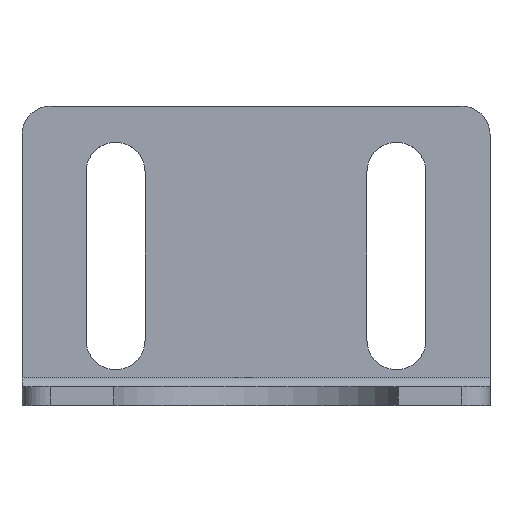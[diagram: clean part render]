
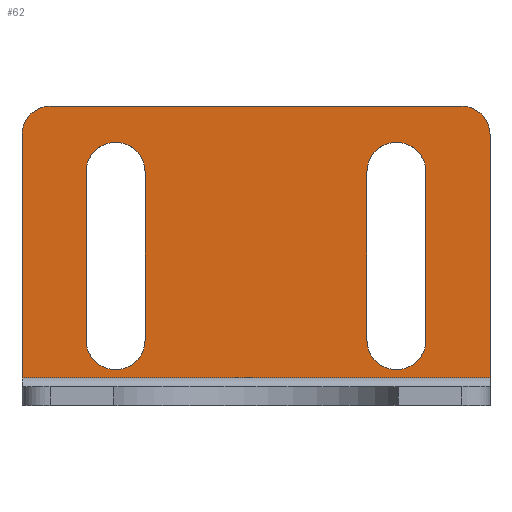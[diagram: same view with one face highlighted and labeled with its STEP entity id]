
A CAD part, top view. The second image highlights one B-rep face of the part: STEP entity #62.
In plain terms, the highlighted planar face has unit normal (0, 0, 1).
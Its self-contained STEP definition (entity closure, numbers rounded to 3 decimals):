
#62 = ADVANCED_FACE( '', ( #137, #138, #139 ), #140, .F. );
#137 = FACE_BOUND( '', #232, .T. );
#138 = FACE_BOUND( '', #233, .T. );
#139 = FACE_OUTER_BOUND( '', #234, .T. );
#140 = PLANE( '', #235 );
#232 = EDGE_LOOP( '', ( #351, #352, #353, #354 ) );
#233 = EDGE_LOOP( '', ( #355, #356, #357, #358 ) );
#234 = EDGE_LOOP( '', ( #359, #360, #361, #362, #363, #364 ) );
#235 = AXIS2_PLACEMENT_3D( '', #365, #366, #367 );
#351 = ORIENTED_EDGE( '', *, *, #562, .T. );
#352 = ORIENTED_EDGE( '', *, *, #577, .T. );
#353 = ORIENTED_EDGE( '', *, *, #572, .T. );
#354 = ORIENTED_EDGE( '', *, *, #578, .T. );
#355 = ORIENTED_EDGE( '', *, *, #579, .T. );
#356 = ORIENTED_EDGE( '', *, *, #580, .T. );
#357 = ORIENTED_EDGE( '', *, *, #581, .T. );
#358 = ORIENTED_EDGE( '', *, *, #552, .T. );
#359 = ORIENTED_EDGE( '', *, *, #582, .F. );
#360 = ORIENTED_EDGE( '', *, *, #583, .F. );
#361 = ORIENTED_EDGE( '', *, *, #568, .F. );
#362 = ORIENTED_EDGE( '', *, *, #584, .F. );
#363 = ORIENTED_EDGE( '', *, *, #585, .F. );
#364 = ORIENTED_EDGE( '', *, *, #586, .F. );
#365 = CARTESIAN_POINT( '', ( 40., 35., 2. ) );
#366 = DIRECTION( '', ( 0., 0., -1. ) );
#367 = DIRECTION( '', ( -1., 0., 0. ) );
#552 = EDGE_CURVE( '', #652, #653, #654, .T. );
#562 = EDGE_CURVE( '', #670, #671, #672, .T. );
#568 = EDGE_CURVE( '', #679, #682, #683, .T. );
#572 = EDGE_CURVE( '', #688, #689, #690, .T. );
#577 = EDGE_CURVE( '', #671, #688, #697, .T. );
#578 = EDGE_CURVE( '', #689, #670, #698, .T. );
#579 = EDGE_CURVE( '', #653, #699, #700, .T. );
#580 = EDGE_CURVE( '', #699, #701, #702, .T. );
#581 = EDGE_CURVE( '', #701, #652, #703, .T. );
#582 = EDGE_CURVE( '', #704, #705, #706, .T. );
#583 = EDGE_CURVE( '', #682, #704, #707, .T. );
#584 = EDGE_CURVE( '', #708, #679, #709, .T. );
#585 = EDGE_CURVE( '', #710, #708, #711, .T. );
#586 = EDGE_CURVE( '', #705, #710, #712, .T. );
#652 = VERTEX_POINT( '', #798 );
#653 = VERTEX_POINT( '', #799 );
#654 = CIRCLE( '', #800, 3.15 );
#670 = VERTEX_POINT( '', #820 );
#671 = VERTEX_POINT( '', #821 );
#672 = LINE( '', #822, #823 );
#679 = VERTEX_POINT( '', #833 );
#682 = VERTEX_POINT( '', #837 );
#683 = CIRCLE( '', #838, 3. );
#688 = VERTEX_POINT( '', #844 );
#689 = VERTEX_POINT( '', #845 );
#690 = LINE( '', #846, #847 );
#697 = CIRCLE( '', #857, 3.15 );
#698 = CIRCLE( '', #858, 3.15 );
#699 = VERTEX_POINT( '', #859 );
#700 = LINE( '', #860, #861 );
#701 = VERTEX_POINT( '', #862 );
#702 = CIRCLE( '', #863, 3.15 );
#703 = LINE( '', #864, #865 );
#704 = VERTEX_POINT( '', #866 );
#705 = VERTEX_POINT( '', #867 );
#706 = LINE( '', #868, #869 );
#707 = LINE( '', #870, #871 );
#708 = VERTEX_POINT( '', #872 );
#709 = LINE( '', #873, #874 );
#710 = VERTEX_POINT( '', #875 );
#711 = CIRCLE( '', #876, 3. );
#712 = LINE( '', #877, #878 );
#798 = CARTESIAN_POINT( '', ( -11.85, 7., 2. ) );
#799 = CARTESIAN_POINT( '', ( -18.15, 7., 2. ) );
#800 = AXIS2_PLACEMENT_3D( '', #982, #983, #984 );
#820 = CARTESIAN_POINT( '', ( 11.85, 7., 2. ) );
#821 = CARTESIAN_POINT( '', ( 11.85, 25., 2. ) );
#822 = CARTESIAN_POINT( '', ( 11.85, 25., 2. ) );
#823 = VECTOR( '', #998, 1000. );
#833 = CARTESIAN_POINT( '', ( 22., 32., 2. ) );
#837 = CARTESIAN_POINT( '', ( 25., 29., 2. ) );
#838 = AXIS2_PLACEMENT_3D( '', #1003, #1004, #1005 );
#844 = CARTESIAN_POINT( '', ( 18.15, 25., 2. ) );
#845 = CARTESIAN_POINT( '', ( 18.15, 7., 2. ) );
#846 = CARTESIAN_POINT( '', ( 18.15, 7., 2. ) );
#847 = VECTOR( '', #1010, 1000. );
#857 = AXIS2_PLACEMENT_3D( '', #1014, #1015, #1016 );
#858 = AXIS2_PLACEMENT_3D( '', #1017, #1018, #1019 );
#859 = CARTESIAN_POINT( '', ( -18.15, 25., 2. ) );
#860 = CARTESIAN_POINT( '', ( -18.15, 25., 2. ) );
#861 = VECTOR( '', #1020, 1000. );
#862 = CARTESIAN_POINT( '', ( -11.85, 25., 2. ) );
#863 = AXIS2_PLACEMENT_3D( '', #1021, #1022, #1023 );
#864 = CARTESIAN_POINT( '', ( -11.85, 7., 2. ) );
#865 = VECTOR( '', #1024, 1000. );
#866 = CARTESIAN_POINT( '', ( 25., 3., 2. ) );
#867 = CARTESIAN_POINT( '', ( -25., 3., 2. ) );
#868 = CARTESIAN_POINT( '', ( 40., 3., 2. ) );
#869 = VECTOR( '', #1025, 1000. );
#870 = CARTESIAN_POINT( '', ( 25., 0., 2. ) );
#871 = VECTOR( '', #1026, 1000. );
#872 = CARTESIAN_POINT( '', ( -22., 32., 2. ) );
#873 = CARTESIAN_POINT( '', ( 22., 32., 2. ) );
#874 = VECTOR( '', #1027, 1000. );
#875 = CARTESIAN_POINT( '', ( -25., 29., 2. ) );
#876 = AXIS2_PLACEMENT_3D( '', #1028, #1029, #1030 );
#877 = CARTESIAN_POINT( '', ( -25., 29., 2. ) );
#878 = VECTOR( '', #1031, 1000. );
#982 = CARTESIAN_POINT( '', ( -15., 7., 2. ) );
#983 = DIRECTION( '', ( 0., 0., -1. ) );
#984 = DIRECTION( '', ( -1., 0., 0. ) );
#998 = DIRECTION( '', ( 0., 1., 0. ) );
#1003 = CARTESIAN_POINT( '', ( 22., 29., 2. ) );
#1004 = DIRECTION( '', ( 0., 0., -1. ) );
#1005 = DIRECTION( '', ( -1., 0., 0. ) );
#1010 = DIRECTION( '', ( 0., -1., 0. ) );
#1014 = CARTESIAN_POINT( '', ( 15., 25., 2. ) );
#1015 = DIRECTION( '', ( 0., 0., -1. ) );
#1016 = DIRECTION( '', ( -1., 0., 0. ) );
#1017 = CARTESIAN_POINT( '', ( 15., 7., 2. ) );
#1018 = DIRECTION( '', ( 0., 0., -1. ) );
#1019 = DIRECTION( '', ( -1., 0., 0. ) );
#1020 = DIRECTION( '', ( 0., 1., 0. ) );
#1021 = CARTESIAN_POINT( '', ( -15., 25., 2. ) );
#1022 = DIRECTION( '', ( 0., 0., -1. ) );
#1023 = DIRECTION( '', ( -1., 0., 0. ) );
#1024 = DIRECTION( '', ( 0., -1., 0. ) );
#1025 = DIRECTION( '', ( -1., 0., 0. ) );
#1026 = DIRECTION( '', ( 0., -1., 0. ) );
#1027 = DIRECTION( '', ( 1., 0., 0. ) );
#1028 = CARTESIAN_POINT( '', ( -22., 29., 2. ) );
#1029 = DIRECTION( '', ( 0., 0., -1. ) );
#1030 = DIRECTION( '', ( -1., 0., 0. ) );
#1031 = DIRECTION( '', ( 0., 1., 0. ) );
